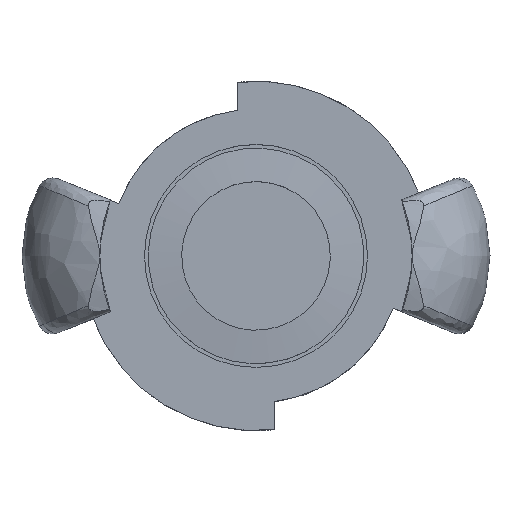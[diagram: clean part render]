
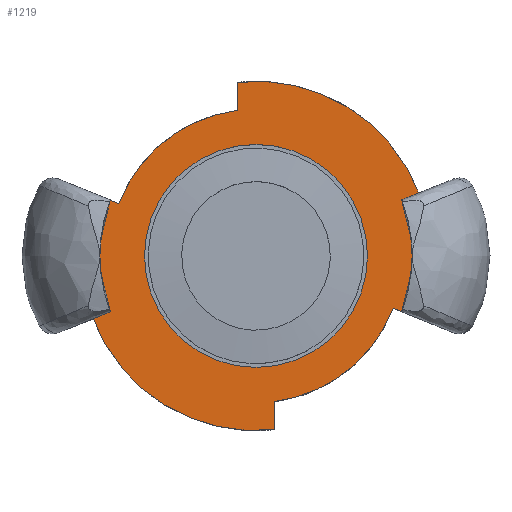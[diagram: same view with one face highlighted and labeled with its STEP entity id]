
A CAD part, top view. The second image highlights one B-rep face of the part: STEP entity #1219.
In plain terms, the highlighted planar face has unit normal (0, 0, 1).
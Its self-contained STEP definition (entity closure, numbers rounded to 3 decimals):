
#82=FACE_BOUND('',#205,.T.);
#94=PLANE('',#1329);
#140=FACE_OUTER_BOUND('',#204,.T.);
#204=EDGE_LOOP('',(#911,#912,#913,#914,#915,#916,#917,#918,#919,#920,#921,
#922));
#205=EDGE_LOOP('',(#923,#924));
#254=LINE('',#2182,#318);
#259=LINE('',#2299,#323);
#272=LINE('',#2573,#336);
#278=LINE('',#2671,#342);
#279=LINE('',#2673,#343);
#280=LINE('',#2677,#344);
#318=VECTOR('',#1479,10.);
#323=VECTOR('',#1486,10.);
#336=VECTOR('',#1527,10.);
#342=VECTOR('',#1551,10.);
#343=VECTOR('',#1552,10.);
#344=VECTOR('',#1557,10.);
#389=CIRCLE('',#1299,15.);
#390=CIRCLE('',#1300,15.);
#395=CIRCLE('',#1319,23.5);
#398=CIRCLE('',#1325,23.5);
#401=CIRCLE('',#1330,19.75);
#402=CIRCLE('',#1331,25.5);
#403=CIRCLE('',#1332,19.75);
#404=CIRCLE('',#1333,25.5);
#459=VERTEX_POINT('',#1839);
#460=VERTEX_POINT('',#1840);
#479=VERTEX_POINT('',#2179);
#480=VERTEX_POINT('',#2181);
#488=VERTEX_POINT('',#2296);
#489=VERTEX_POINT('',#2298);
#501=VERTEX_POINT('',#2520);
#502=VERTEX_POINT('',#2521);
#509=VERTEX_POINT('',#2571);
#511=VERTEX_POINT('',#2596);
#512=VERTEX_POINT('',#2597);
#520=VERTEX_POINT('',#2669);
#521=VERTEX_POINT('',#2672);
#522=VERTEX_POINT('',#2675);
#587=EDGE_CURVE('',#459,#460,#389,.T.);
#588=EDGE_CURVE('',#460,#459,#390,.T.);
#615=EDGE_CURVE('',#479,#480,#254,.T.);
#625=EDGE_CURVE('',#488,#489,#259,.T.);
#649=EDGE_CURVE('',#501,#502,#395,.T.);
#658=EDGE_CURVE('',#502,#509,#272,.T.);
#661=EDGE_CURVE('',#511,#512,#398,.T.);
#671=EDGE_CURVE('',#509,#480,#401,.T.);
#672=EDGE_CURVE('',#520,#479,#402,.T.);
#673=EDGE_CURVE('',#520,#511,#278,.T.);
#674=EDGE_CURVE('',#521,#512,#279,.T.);
#675=EDGE_CURVE('',#521,#489,#403,.T.);
#676=EDGE_CURVE('',#522,#488,#404,.T.);
#677=EDGE_CURVE('',#501,#522,#280,.T.);
#911=ORIENTED_EDGE('',*,*,#649,.T.);
#912=ORIENTED_EDGE('',*,*,#658,.T.);
#913=ORIENTED_EDGE('',*,*,#671,.T.);
#914=ORIENTED_EDGE('',*,*,#615,.F.);
#915=ORIENTED_EDGE('',*,*,#672,.F.);
#916=ORIENTED_EDGE('',*,*,#673,.T.);
#917=ORIENTED_EDGE('',*,*,#661,.T.);
#918=ORIENTED_EDGE('',*,*,#674,.F.);
#919=ORIENTED_EDGE('',*,*,#675,.T.);
#920=ORIENTED_EDGE('',*,*,#625,.F.);
#921=ORIENTED_EDGE('',*,*,#676,.F.);
#922=ORIENTED_EDGE('',*,*,#677,.F.);
#923=ORIENTED_EDGE('',*,*,#587,.T.);
#924=ORIENTED_EDGE('',*,*,#588,.T.);
#1219=ADVANCED_FACE('',(#140,#82),#94,.F.);
#1299=AXIS2_PLACEMENT_3D('',#1841,#1455,#1456);
#1300=AXIS2_PLACEMENT_3D('',#1842,#1457,#1458);
#1319=AXIS2_PLACEMENT_3D('',#2522,#1515,#1516);
#1325=AXIS2_PLACEMENT_3D('',#2598,#1533,#1534);
#1329=AXIS2_PLACEMENT_3D('',#2667,#1545,#1546);
#1330=AXIS2_PLACEMENT_3D('',#2668,#1547,#1548);
#1331=AXIS2_PLACEMENT_3D('',#2670,#1549,#1550);
#1332=AXIS2_PLACEMENT_3D('',#2674,#1553,#1554);
#1333=AXIS2_PLACEMENT_3D('',#2676,#1555,#1556);
#1455=DIRECTION('center_axis',(0.,0.,-1.));
#1456=DIRECTION('ref_axis',(1.,0.,0.));
#1457=DIRECTION('center_axis',(0.,0.,-1.));
#1458=DIRECTION('ref_axis',(1.,0.,0.));
#1479=DIRECTION('',(-0.927,0.375,0.));
#1486=DIRECTION('',(0.927,-0.375,0.));
#1515=DIRECTION('center_axis',(0.,0.,1.));
#1516=DIRECTION('ref_axis',(0.106,0.994,0.));
#1527=DIRECTION('',(0.,1.,0.));
#1533=DIRECTION('center_axis',(0.,0.,1.));
#1534=DIRECTION('ref_axis',(-0.657,-0.753,0.));
#1545=DIRECTION('center_axis',(0.,0.,-1.));
#1546=DIRECTION('ref_axis',(-1.,0.,0.));
#1547=DIRECTION('center_axis',(0.,0.,1.));
#1548=DIRECTION('ref_axis',(0.582,0.813,0.));
#1549=DIRECTION('center_axis',(0.,0.,-1.));
#1550=DIRECTION('ref_axis',(-1.,0.,0.));
#1551=DIRECTION('',(-0.927,-0.375,0.));
#1552=DIRECTION('',(0.,1.,0.));
#1553=DIRECTION('center_axis',(0.,0.,1.));
#1554=DIRECTION('ref_axis',(0.582,-0.813,0.));
#1555=DIRECTION('center_axis',(0.,0.,-1.));
#1556=DIRECTION('ref_axis',(-1.,0.,0.));
#1557=DIRECTION('',(-0.927,-0.375,0.));
#1839=CARTESIAN_POINT('',(15.,0.,0.));
#1840=CARTESIAN_POINT('',(-15.,0.,0.));
#1841=CARTESIAN_POINT('Origin',(0.,0.,0.));
#1842=CARTESIAN_POINT('Origin',(0.,0.,0.));
#2179=CARTESIAN_POINT('',(23.779,-9.209,0.));
#2181=CARTESIAN_POINT('',(18.449,-7.05,0.));
#2182=CARTESIAN_POINT('',(14.175,-5.319,0.));
#2296=CARTESIAN_POINT('',(-23.779,9.209,0.));
#2298=CARTESIAN_POINT('',(-18.449,7.05,0.));
#2299=CARTESIAN_POINT('',(-14.175,5.319,0.));
#2520=CARTESIAN_POINT('',(-21.925,-8.458,0.));
#2521=CARTESIAN_POINT('',(2.5,-23.367,0.));
#2522=CARTESIAN_POINT('Origin',(0.,0.,
0.));
#2571=CARTESIAN_POINT('',(2.5,-19.591,0.));
#2573=CARTESIAN_POINT('',(2.5,0.,0.));
#2596=CARTESIAN_POINT('',(21.925,8.458,0.));
#2597=CARTESIAN_POINT('',(-2.5,23.367,0.));
#2598=CARTESIAN_POINT('Origin',(0.,0.,
0.));
#2667=CARTESIAN_POINT('Origin',(0.,0.,0.));
#2668=CARTESIAN_POINT('Origin',(0.,0.,
0.));
#2669=CARTESIAN_POINT('',(23.779,9.209,0.));
#2670=CARTESIAN_POINT('Origin',(0.,0.,0.));
#2671=CARTESIAN_POINT('',(14.175,5.319,0.));
#2672=CARTESIAN_POINT('',(-2.5,19.591,0.));
#2673=CARTESIAN_POINT('',(-2.5,0.,0.));
#2674=CARTESIAN_POINT('Origin',(0.,0.,
0.));
#2675=CARTESIAN_POINT('',(-23.779,-9.209,0.));
#2676=CARTESIAN_POINT('Origin',(0.,0.,0.));
#2677=CARTESIAN_POINT('',(-14.175,-5.319,0.));
